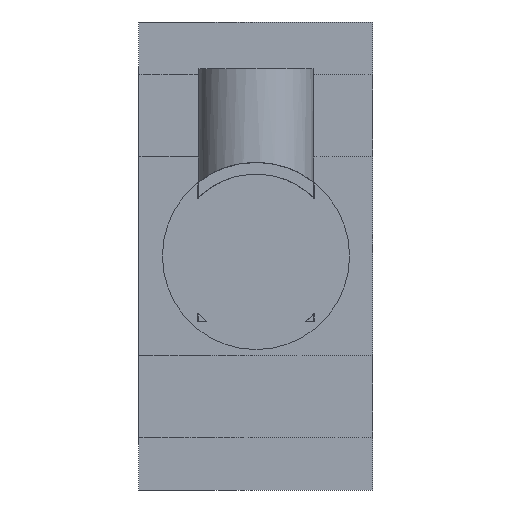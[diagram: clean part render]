
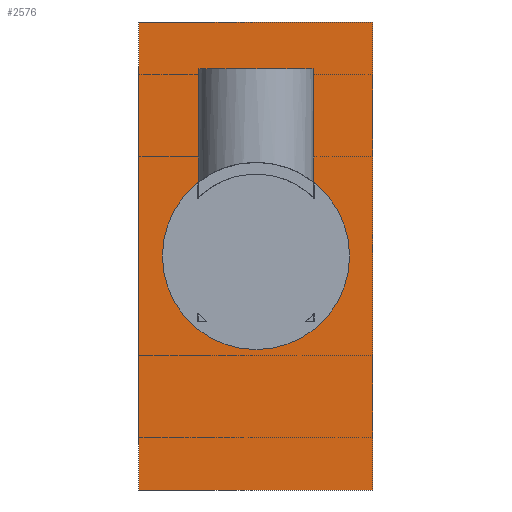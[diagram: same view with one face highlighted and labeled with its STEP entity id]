
A CAD part, left-side view. The second image highlights one B-rep face of the part: STEP entity #2576.
In plain terms, the highlighted planar face has unit normal (-1, 0, 0).
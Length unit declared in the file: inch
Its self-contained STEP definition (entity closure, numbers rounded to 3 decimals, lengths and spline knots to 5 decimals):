
#49 = CARTESIAN_POINT ( 'NONE',  ( 0., 0., 0. ) ) ;
#70 = DIRECTION ( 'NONE',  ( 0., 0., 1. ) ) ;
#103 = VERTEX_POINT ( 'NONE', #3478 ) ;
#249 = DIRECTION ( 'NONE',  ( 0., 0., 1. ) ) ;
#255 = CARTESIAN_POINT ( 'NONE',  ( 0., 0.3937, 0. ) ) ;
#364 = ORIENTED_EDGE ( 'NONE', *, *, #1717, .T. ) ;
#365 = CARTESIAN_POINT ( 'NONE',  ( 0., 0., 0.7874 ) ) ;
#523 = CIRCLE ( 'NONE', #3900, 0.11614 ) ;
#530 = VECTOR ( 'NONE', #3333, 39.37008 ) ;
#535 = LINE ( 'NONE', #3261, #530 ) ;
#564 = FACE_OUTER_BOUND ( 'NONE', #3941, .T. ) ;
#565 = CARTESIAN_POINT ( 'NONE',  ( 0., 0.08071, 0.3937 ) ) ;
#632 = VECTOR ( 'NONE', #70, 39.37008 ) ;
#721 = LINE ( 'NONE', #49, #632 ) ;
#728 = EDGE_CURVE ( 'NONE', #1940, #4051, #2754, .T. ) ;
#939 = VECTOR ( 'NONE', #249, 39.37008 ) ;
#941 = LINE ( 'NONE', #255, #939 ) ;
#967 = ORIENTED_EDGE ( 'NONE', *, *, #1652, .T. ) ;
#1076 = ORIENTED_EDGE ( 'NONE', *, *, #728, .F. ) ;
#1115 = ORIENTED_EDGE ( 'NONE', *, *, #1577, .F. ) ;
#1184 = FACE_BOUND ( 'NONE', #3945, .T. ) ;
#1409 = AXIS2_PLACEMENT_3D ( 'NONE', #2356, #2340, #2335 ) ;
#1454 = ORIENTED_EDGE ( 'NONE', *, *, #1736, .F. ) ;
#1489 = ORIENTED_EDGE ( 'NONE', *, *, #3178, .F. ) ;
#1506 = CIRCLE ( 'NONE', #1409, 0.11614 ) ;
#1577 = EDGE_CURVE ( 'NONE', #3251, #1940, #941, .T. ) ;
#1596 = DIRECTION ( 'NONE',  ( 0., 0., -1. ) ) ;
#1607 = DIRECTION ( 'NONE',  ( 1., 0., 0. ) ) ;
#1646 = CARTESIAN_POINT ( 'NONE',  ( 0., 0.3937, 0. ) ) ;
#1652 = EDGE_CURVE ( 'NONE', #103, #4051, #721, .T. ) ;
#1717 = EDGE_CURVE ( 'NONE', #3251, #103, #535, .T. ) ;
#1736 = EDGE_CURVE ( 'NONE', #2724, #3338, #523, .T. ) ;
#1793 = PLANE ( 'NONE',  #2690 ) ;
#1799 = CARTESIAN_POINT ( 'NONE',  ( 0., 0.31299, 0.3937 ) ) ;
#1940 = VERTEX_POINT ( 'NONE', #2817 ) ;
#2065 = CARTESIAN_POINT ( 'NONE',  ( 0., 0.3937, 0. ) ) ;
#2162 = DIRECTION ( 'NONE',  ( 0., -1., 0. ) ) ;
#2182 = CARTESIAN_POINT ( 'NONE',  ( 0., 0.3937, 0.7874 ) ) ;
#2335 = DIRECTION ( 'NONE',  ( 0., 0., -1. ) ) ;
#2340 = DIRECTION ( 'NONE',  ( -1., 0., 0. ) ) ;
#2356 = CARTESIAN_POINT ( 'NONE',  ( 0., 0.19685, 0.3937 ) ) ;
#2576 = ADVANCED_FACE ( 'NONE', ( #564, #1184 ), #1793, .F. ) ;
#2690 = AXIS2_PLACEMENT_3D ( 'NONE', #1646, #1607, #1596 ) ;
#2724 = VERTEX_POINT ( 'NONE', #565 ) ;
#2745 = VECTOR ( 'NONE', #2162, 39.37008 ) ;
#2754 = LINE ( 'NONE', #2182, #2745 ) ;
#2817 = CARTESIAN_POINT ( 'NONE',  ( 0., 0.3937, 0.7874 ) ) ;
#3178 = EDGE_CURVE ( 'NONE', #3338, #2724, #1506, .T. ) ;
#3251 = VERTEX_POINT ( 'NONE', #2065 ) ;
#3261 = CARTESIAN_POINT ( 'NONE',  ( 0., 0.3937, 0. ) ) ;
#3333 = DIRECTION ( 'NONE',  ( 0., -1., 0. ) ) ;
#3338 = VERTEX_POINT ( 'NONE', #1799 ) ;
#3437 = CARTESIAN_POINT ( 'NONE',  ( 0., 0.19685, 0.3937 ) ) ;
#3452 = DIRECTION ( 'NONE',  ( -1., 0., 0. ) ) ;
#3456 = DIRECTION ( 'NONE',  ( 0., 0., -1. ) ) ;
#3478 = CARTESIAN_POINT ( 'NONE',  ( 0., 0., 0. ) ) ;
#3900 = AXIS2_PLACEMENT_3D ( 'NONE', #3437, #3452, #3456 ) ;
#3941 = EDGE_LOOP ( 'NONE', ( #967, #1076, #1115, #364 ) ) ;
#3945 = EDGE_LOOP ( 'NONE', ( #1454, #1489 ) ) ;
#4051 = VERTEX_POINT ( 'NONE', #365 ) ;
